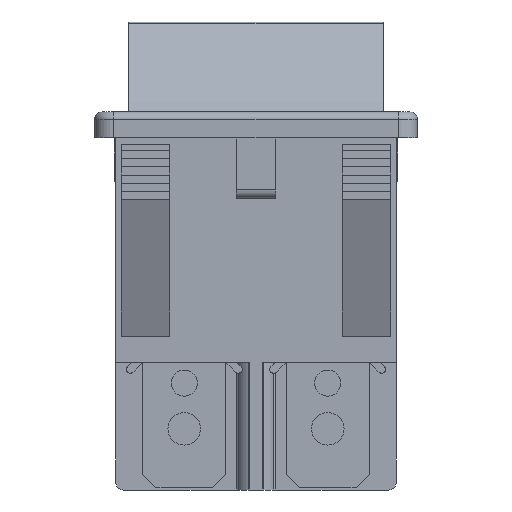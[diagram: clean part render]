
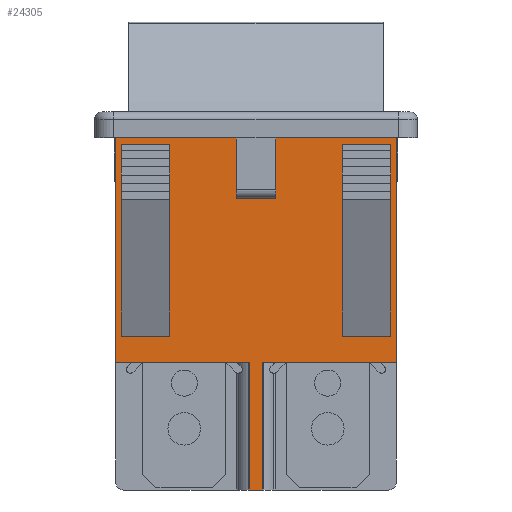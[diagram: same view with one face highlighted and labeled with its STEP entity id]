
A CAD part, left-side view. The second image highlights one B-rep face of the part: STEP entity #24305.
In plain terms, the highlighted planar face has unit normal (-1, 0, 0).
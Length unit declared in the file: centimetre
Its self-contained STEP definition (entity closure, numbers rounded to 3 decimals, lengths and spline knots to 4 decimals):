
#1374=FACE_BOUND('',#3117,.T.);
#1375=FACE_BOUND('',#3118,.T.);
#1714=FACE_OUTER_BOUND('',#3116,.T.);
#3116=EDGE_LOOP('',(#17205,#17206,#17207,#17208,#17209,#17210,#17211,#17212,
#17213,#17214,#17215,#17216));
#3117=EDGE_LOOP('',(#17217,#17218,#17219,#17220));
#3118=EDGE_LOOP('',(#17221,#17222,#17223,#17224));
#5014=LINE('',#33336,#7636);
#5039=LINE('',#33464,#7661);
#5063=LINE('',#33650,#7685);
#5068=LINE('',#33660,#7690);
#5069=LINE('',#33663,#7691);
#5071=LINE('',#33667,#7693);
#5072=LINE('',#33668,#7694);
#5073=LINE('',#33670,#7695);
#5074=LINE('',#33672,#7696);
#5075=LINE('',#33673,#7697);
#5076=LINE('',#33675,#7698);
#5077=LINE('',#33676,#7699);
#5078=LINE('',#33679,#7700);
#5079=LINE('',#33681,#7701);
#5080=LINE('',#33683,#7702);
#5081=LINE('',#33684,#7703);
#5082=LINE('',#33687,#7704);
#5083=LINE('',#33689,#7705);
#5084=LINE('',#33691,#7706);
#5085=LINE('',#33692,#7707);
#7636=VECTOR('',#27865,1.);
#7661=VECTOR('',#27910,1.);
#7685=VECTOR('',#27970,1.);
#7690=VECTOR('',#27979,1.);
#7691=VECTOR('',#27982,1.);
#7693=VECTOR('',#27986,1.);
#7694=VECTOR('',#27987,1.);
#7695=VECTOR('',#27988,1.);
#7696=VECTOR('',#27989,1.);
#7697=VECTOR('',#27990,1.);
#7698=VECTOR('',#27991,1.);
#7699=VECTOR('',#27992,1.);
#7700=VECTOR('',#27993,1.);
#7701=VECTOR('',#27994,1.);
#7702=VECTOR('',#27995,1.);
#7703=VECTOR('',#27996,1.);
#7704=VECTOR('',#27997,1.);
#7705=VECTOR('',#27998,1.);
#7706=VECTOR('',#27999,1.);
#7707=VECTOR('',#28000,1.);
#10208=VERTEX_POINT('',#33333);
#10209=VERTEX_POINT('',#33335);
#10249=VERTEX_POINT('',#33461);
#10250=VERTEX_POINT('',#33463);
#10300=VERTEX_POINT('',#33644);
#10302=VERTEX_POINT('',#33648);
#10305=VERTEX_POINT('',#33658);
#10306=VERTEX_POINT('',#33662);
#10307=VERTEX_POINT('',#33666);
#10308=VERTEX_POINT('',#33669);
#10309=VERTEX_POINT('',#33671);
#10310=VERTEX_POINT('',#33674);
#10311=VERTEX_POINT('',#33677);
#10312=VERTEX_POINT('',#33678);
#10313=VERTEX_POINT('',#33680);
#10314=VERTEX_POINT('',#33682);
#10315=VERTEX_POINT('',#33685);
#10316=VERTEX_POINT('',#33686);
#10317=VERTEX_POINT('',#33688);
#10318=VERTEX_POINT('',#33690);
#12848=EDGE_CURVE('',#10208,#10209,#5014,.T.);
#12892=EDGE_CURVE('',#10249,#10250,#5039,.T.);
#12950=EDGE_CURVE('',#10300,#10302,#5063,.T.);
#12955=EDGE_CURVE('',#10302,#10305,#5068,.T.);
#12956=EDGE_CURVE('',#10306,#10300,#5069,.T.);
#12958=EDGE_CURVE('',#10305,#10307,#5071,.T.);
#12959=EDGE_CURVE('',#10209,#10307,#5072,.T.);
#12960=EDGE_CURVE('',#10208,#10308,#5073,.T.);
#12961=EDGE_CURVE('',#10308,#10309,#5074,.T.);
#12962=EDGE_CURVE('',#10250,#10309,#5075,.T.);
#12963=EDGE_CURVE('',#10249,#10310,#5076,.T.);
#12964=EDGE_CURVE('',#10310,#10306,#5077,.T.);
#12965=EDGE_CURVE('',#10311,#10312,#5078,.T.);
#12966=EDGE_CURVE('',#10311,#10313,#5079,.T.);
#12967=EDGE_CURVE('',#10313,#10314,#5080,.T.);
#12968=EDGE_CURVE('',#10314,#10312,#5081,.T.);
#12969=EDGE_CURVE('',#10315,#10316,#5082,.T.);
#12970=EDGE_CURVE('',#10316,#10317,#5083,.T.);
#12971=EDGE_CURVE('',#10317,#10318,#5084,.T.);
#12972=EDGE_CURVE('',#10315,#10318,#5085,.T.);
#17205=ORIENTED_EDGE('',*,*,#12956,.T.);
#17206=ORIENTED_EDGE('',*,*,#12950,.T.);
#17207=ORIENTED_EDGE('',*,*,#12955,.T.);
#17208=ORIENTED_EDGE('',*,*,#12958,.T.);
#17209=ORIENTED_EDGE('',*,*,#12959,.F.);
#17210=ORIENTED_EDGE('',*,*,#12848,.F.);
#17211=ORIENTED_EDGE('',*,*,#12960,.T.);
#17212=ORIENTED_EDGE('',*,*,#12961,.T.);
#17213=ORIENTED_EDGE('',*,*,#12962,.F.);
#17214=ORIENTED_EDGE('',*,*,#12892,.F.);
#17215=ORIENTED_EDGE('',*,*,#12963,.T.);
#17216=ORIENTED_EDGE('',*,*,#12964,.T.);
#17217=ORIENTED_EDGE('',*,*,#12965,.F.);
#17218=ORIENTED_EDGE('',*,*,#12966,.T.);
#17219=ORIENTED_EDGE('',*,*,#12967,.T.);
#17220=ORIENTED_EDGE('',*,*,#12968,.T.);
#17221=ORIENTED_EDGE('',*,*,#12969,.T.);
#17222=ORIENTED_EDGE('',*,*,#12970,.T.);
#17223=ORIENTED_EDGE('',*,*,#12971,.T.);
#17224=ORIENTED_EDGE('',*,*,#12972,.F.);
#23390=PLANE('',#25828);
#24305=ADVANCED_FACE('',(#1714,#1374,#1375),#23390,.T.);
#25828=AXIS2_PLACEMENT_3D('',#33665,#27984,#27985);
#27865=DIRECTION('',(0.,1.,0.));
#27910=DIRECTION('',(0.,1.,0.));
#27970=DIRECTION('',(0.,1.,0.));
#27979=DIRECTION('',(0.,0.,1.));
#27982=DIRECTION('',(0.,0.,-1.));
#27984=DIRECTION('center_axis',(-1.,0.,0.));
#27985=DIRECTION('ref_axis',(0.,0.,1.));
#27986=DIRECTION('',(0.,1.,0.));
#27987=DIRECTION('',(0.,0.,1.));
#27988=DIRECTION('',(0.,0.,-1.));
#27989=DIRECTION('',(0.,-1.,0.));
#27990=DIRECTION('',(0.,0.,-1.));
#27991=DIRECTION('',(0.,0.,1.));
#27992=DIRECTION('',(0.,1.,0.));
#27993=DIRECTION('',(0.,0.,1.));
#27994=DIRECTION('',(0.,1.,0.));
#27995=DIRECTION('',(0.,0.,1.));
#27996=DIRECTION('',(0.,-1.,0.));
#27997=DIRECTION('',(0.,-1.,0.));
#27998=DIRECTION('',(0.,0.,-1.));
#27999=DIRECTION('',(0.,1.,0.));
#28000=DIRECTION('',(0.,0.,-1.));
#33333=CARTESIAN_POINT('',(-1.36,0.05,0.));
#33335=CARTESIAN_POINT('',(-1.36,1.075,0.));
#33336=CARTESIAN_POINT('',(-1.36,-1.075,0.));
#33461=CARTESIAN_POINT('',(-1.36,-1.075,0.));
#33463=CARTESIAN_POINT('',(-1.36,-0.05,0.));
#33464=CARTESIAN_POINT('',(-1.36,-1.075,0.));
#33644=CARTESIAN_POINT('',(-1.36,-0.15,1.255));
#33648=CARTESIAN_POINT('',(-1.36,0.15,1.255));
#33650=CARTESIAN_POINT('',(-1.36,0.075,1.255));
#33658=CARTESIAN_POINT('',(-1.36,0.15,1.72));
#33660=CARTESIAN_POINT('',(-1.36,0.15,0.86));
#33662=CARTESIAN_POINT('',(-1.36,-0.15,1.72));
#33663=CARTESIAN_POINT('',(-1.36,-0.15,0.6275));
#33665=CARTESIAN_POINT('Origin',(-1.36,-1.075,0.));
#33666=CARTESIAN_POINT('',(-1.36,1.075,1.72));
#33667=CARTESIAN_POINT('',(-1.36,-1.075,1.72));
#33668=CARTESIAN_POINT('',(-1.36,1.075,0.));
#33669=CARTESIAN_POINT('',(-1.36,0.05,-0.98));
#33670=CARTESIAN_POINT('',(-1.36,0.05,0.));
#33671=CARTESIAN_POINT('',(-1.36,-0.05,-0.98));
#33672=CARTESIAN_POINT('',(-1.36,-1.075,-0.98));
#33673=CARTESIAN_POINT('',(-1.36,-0.05,0.));
#33674=CARTESIAN_POINT('',(-1.36,-1.075,1.72));
#33675=CARTESIAN_POINT('',(-1.36,-1.075,0.));
#33676=CARTESIAN_POINT('',(-1.36,-1.075,1.72));
#33677=CARTESIAN_POINT('',(-1.36,0.66,0.2));
#33678=CARTESIAN_POINT('',(-1.36,0.66,0.4976));
#33679=CARTESIAN_POINT('',(-1.36,0.66,0.));
#33680=CARTESIAN_POINT('',(-1.36,1.035,0.2));
#33681=CARTESIAN_POINT('',(-1.36,-0.5375,0.2));
#33682=CARTESIAN_POINT('',(-1.36,1.035,0.4976));
#33683=CARTESIAN_POINT('',(-1.36,1.035,0.4848));
#33684=CARTESIAN_POINT('',(-1.36,-0.5375,0.4976));
#33685=CARTESIAN_POINT('',(-1.36,-0.66,0.4976));
#33686=CARTESIAN_POINT('',(-1.36,-1.035,0.4976));
#33687=CARTESIAN_POINT('',(-1.36,-0.5375,0.4976));
#33688=CARTESIAN_POINT('',(-1.36,-1.035,0.2));
#33689=CARTESIAN_POINT('',(-1.36,-1.035,0.4848));
#33690=CARTESIAN_POINT('',(-1.36,-0.66,0.2));
#33691=CARTESIAN_POINT('',(-1.36,-0.5375,0.2));
#33692=CARTESIAN_POINT('',(-1.36,-0.66,1.72));
